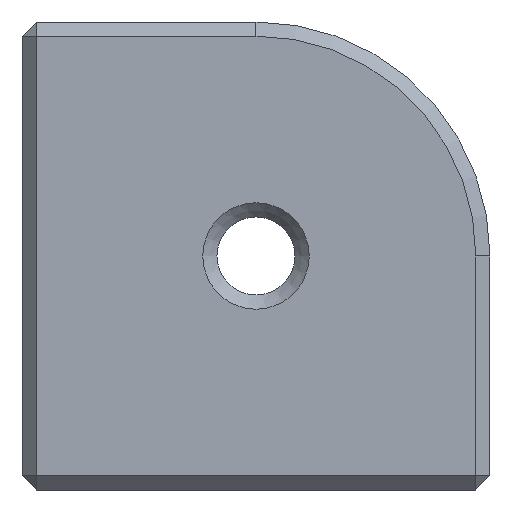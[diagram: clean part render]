
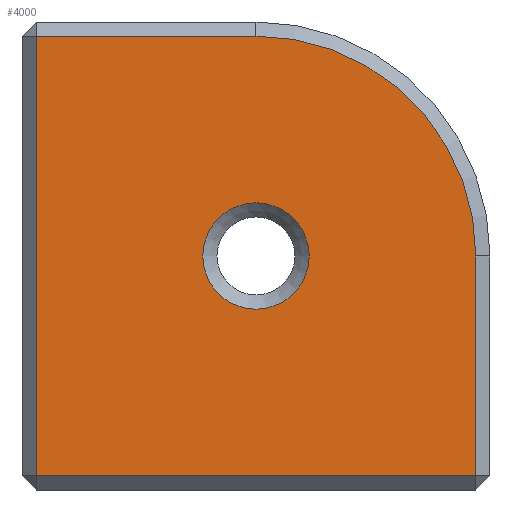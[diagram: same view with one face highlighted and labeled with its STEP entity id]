
A CAD part, left-side view. The second image highlights one B-rep face of the part: STEP entity #4000.
In plain terms, the highlighted planar face has unit normal (-1, 0, 0).
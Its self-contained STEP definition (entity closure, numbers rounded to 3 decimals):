
#25=CIRCLE('',#4143,3.75);
#26=CIRCLE('',#4145,15.5);
#135=FACE_BOUND('',#761,.T.);
#534=FACE_OUTER_BOUND('',#760,.T.);
#760=EDGE_LOOP('',(#3461,#3462,#3463,#3464,#3465));
#761=EDGE_LOOP('',(#3466));
#1137=LINE('',#7553,#1519);
#1138=LINE('',#7557,#1520);
#1139=LINE('',#7559,#1521);
#1140=LINE('',#7560,#1522);
#1519=VECTOR('',#4727,10.);
#1520=VECTOR('',#4730,10.);
#1521=VECTOR('',#4731,10.);
#1522=VECTOR('',#4732,10.);
#1919=VERTEX_POINT('',#7547);
#1920=VERTEX_POINT('',#7551);
#1921=VERTEX_POINT('',#7552);
#1922=VERTEX_POINT('',#7554);
#1923=VERTEX_POINT('',#7556);
#1924=VERTEX_POINT('',#7558);
#2476=EDGE_CURVE('',#1919,#1919,#25,.T.);
#2478=EDGE_CURVE('',#1920,#1921,#1137,.T.);
#2479=EDGE_CURVE('',#1922,#1920,#26,.T.);
#2480=EDGE_CURVE('',#1923,#1922,#1138,.T.);
#2481=EDGE_CURVE('',#1924,#1923,#1139,.T.);
#2482=EDGE_CURVE('',#1921,#1924,#1140,.T.);
#3461=ORIENTED_EDGE('',*,*,#2478,.F.);
#3462=ORIENTED_EDGE('',*,*,#2479,.F.);
#3463=ORIENTED_EDGE('',*,*,#2480,.F.);
#3464=ORIENTED_EDGE('',*,*,#2481,.F.);
#3465=ORIENTED_EDGE('',*,*,#2482,.F.);
#3466=ORIENTED_EDGE('',*,*,#2476,.F.);
#3783=PLANE('',#4144);
#4000=ADVANCED_FACE('',(#534,#135),#3783,.F.);
#4143=AXIS2_PLACEMENT_3D('',#7548,#4722,#4723);
#4144=AXIS2_PLACEMENT_3D('',#7550,#4725,#4726);
#4145=AXIS2_PLACEMENT_3D('',#7555,#4728,#4729);
#4722=DIRECTION('center_axis',(-1.,0.,0.));
#4723=DIRECTION('ref_axis',(0.,1.,0.));
#4725=DIRECTION('center_axis',(1.,0.,0.));
#4726=DIRECTION('ref_axis',(0.,1.,0.));
#4727=DIRECTION('',(0.,0.,-1.));
#4728=DIRECTION('center_axis',(1.,0.,0.));
#4729=DIRECTION('ref_axis',(0.,-1.,0.));
#4730=DIRECTION('',(0.,-1.,0.));
#4731=DIRECTION('',(0.,0.,1.));
#4732=DIRECTION('',(0.,1.,0.));
#7547=CARTESIAN_POINT('',(-30.,-3.75,0.));
#7548=CARTESIAN_POINT('Origin',(-30.,0.,0.));
#7550=CARTESIAN_POINT('Origin',(-30.,0.,0.));
#7551=CARTESIAN_POINT('',(-30.,-15.5,0.));
#7552=CARTESIAN_POINT('',(-30.,-15.5,-15.5));
#7553=CARTESIAN_POINT('',(-30.,-15.5,0.));
#7554=CARTESIAN_POINT('',(-30.,0.,15.5));
#7555=CARTESIAN_POINT('Origin',(-30.,0.,0.));
#7556=CARTESIAN_POINT('',(-30.,15.5,15.5));
#7557=CARTESIAN_POINT('',(-30.,8.25,15.5));
#7558=CARTESIAN_POINT('',(-30.,15.5,-15.5));
#7559=CARTESIAN_POINT('',(-30.,15.5,-8.25));
#7560=CARTESIAN_POINT('',(-30.,-8.25,-15.5));
